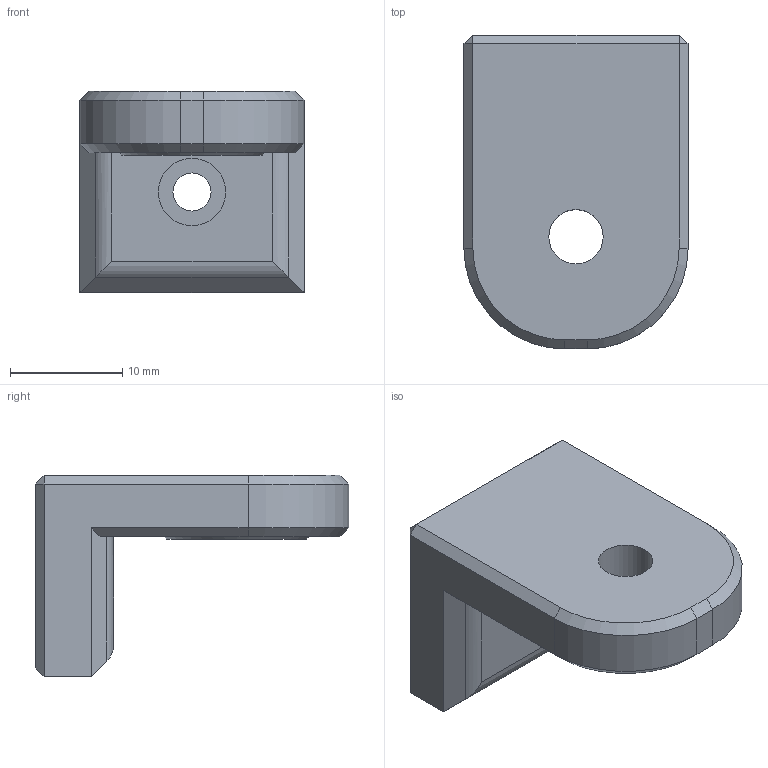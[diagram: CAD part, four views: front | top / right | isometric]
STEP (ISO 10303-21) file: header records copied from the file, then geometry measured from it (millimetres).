
FILE_DESCRIPTION(/* description */ (''),/* implementation_level */ '2;1');
FILE_NAME(/* name */ 'Tube_arm_F695_mount.step',/* time_stamp */ '2023-04-19T12:12:27-06:00',/* author */ (''),/* organization */ (''),/* preprocessor_version */ 'ST-DEVELOPER v19.2',/* originating_system */ 'Autodesk Translation Framework v11.17.0.187',/* authorisation */ '');
FILE_SCHEMA (('AUTOMOTIVE_DESIGN { 1 0 10303 214 3 1 1 }'));
Length unit declared in the file: millimetre
Products named in the file (1): Arm Mount
Bounding box: 20 x 28 x 18 mm (x, y, z)
Volume: 4282.8 mm3; surface area: 2189.8 mm2
Topology: 1 solids, 1 shells, 39 faces, 84 edges, 49 vertices
Faces by surface type: plane 25, cylinder 8, cone 6
Full cylindrical faces by diameter (mm): 3.4 x1, 4.85 x1, 6 x1
Entity records: 1072 total; most frequent: DIRECTION 185, CARTESIAN_POINT 173, ORIENTED_EDGE 168, EDGE_CURVE 84, LINE 63, VECTOR 63, AXIS2_PLACEMENT_3D 61, VERTEX_POINT 49
